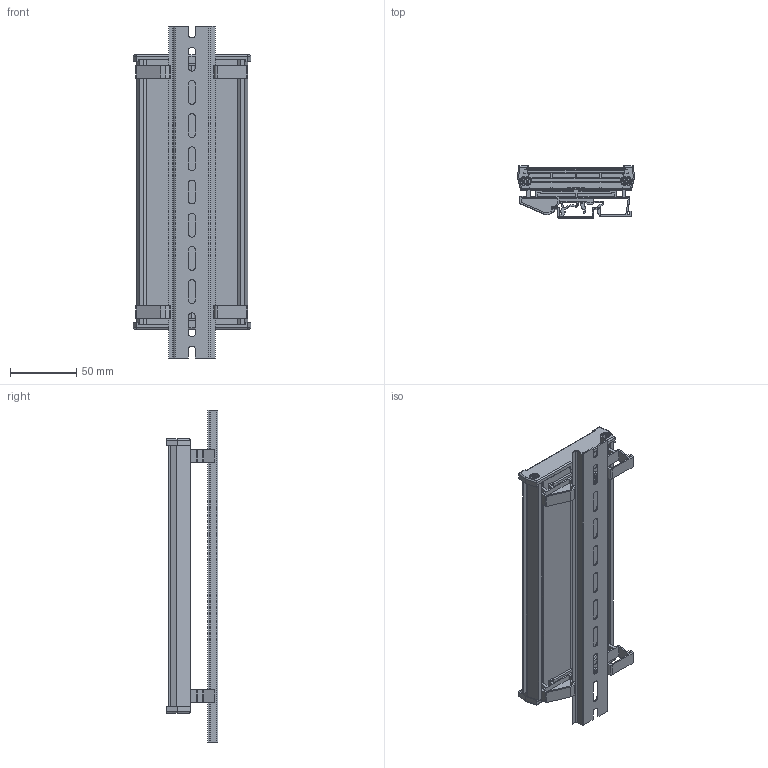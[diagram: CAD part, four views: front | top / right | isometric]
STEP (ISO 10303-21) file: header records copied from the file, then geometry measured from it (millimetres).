
FILE_DESCRIPTION (( 'STEP AP214' ), '1' );
FILE_NAME ('PHSCR-200.STEP', '2022-01-24T11:13:26', ( '' ), ( '' ), 'SwSTEP 2.0', 'SolidWorks 2017', '' );
FILE_SCHEMA (( 'AUTOMOTIVE_DESIGN' ));
Length unit declared in the file: millimetre
Products named in the file (18): End Piece_Small; Mounting Foot_Small; PCB-73; Side Screw; Profile - 72-300_Length-200; Profile - 72-300; Rail-150; PHSCR-200; PCB-73_PCB -200; Rail-150_Rail Length - 200
Assembly tree (11 placements, depth 2):
  Mounting Foot_Small
  PCB-73
  End Piece_Small
  Side Screw
  Profile - 72-300
Bounding box: 88.4 x 39 x 250 mm (x, y, z)
Volume: 102288.1 mm3; surface area: 143844 mm2
Topology: 15 solids, 15 shells, 1166 faces, 3282 edges, 2152 vertices
Faces by surface type: plane 724, cylinder 360, torus 36, cone 20, bspline 16, sphere 10
Entity records: 22331 total; most frequent: CARTESIAN_POINT 3911, ORIENTED_EDGE 3634, DIRECTION 3492, EDGE_CURVE 1817, VECTOR 1364, LINE 1364, VERTEX_POINT 1199, AXIS2_PLACEMENT_3D 1064
